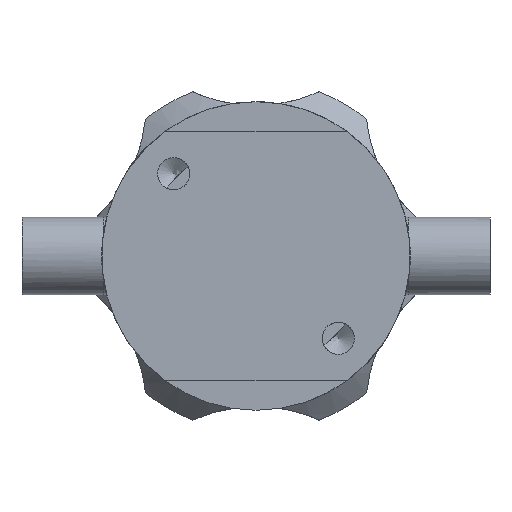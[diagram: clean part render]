
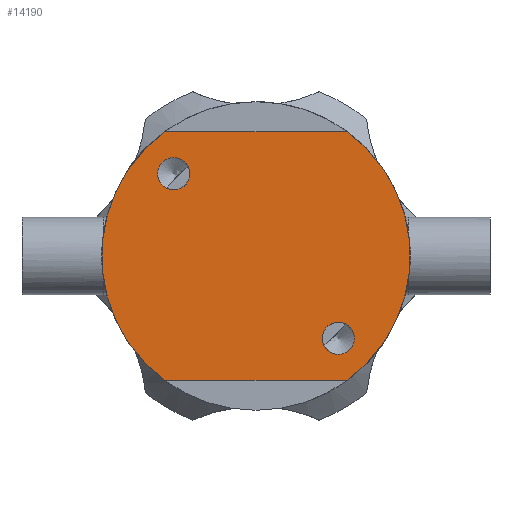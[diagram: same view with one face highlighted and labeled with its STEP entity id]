
A CAD part, front view. The second image highlights one B-rep face of the part: STEP entity #14190.
In plain terms, the highlighted planar face has unit normal (0, -1, 0).
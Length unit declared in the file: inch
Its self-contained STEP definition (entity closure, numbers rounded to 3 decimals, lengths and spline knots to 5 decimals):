
#948=LINE('',#22654,#2231);
#950=LINE('',#22658,#2233);
#2231=VECTOR('',#16111,0.88323);
#2233=VECTOR('',#16117,0.88323);
#3469=PLANE('',#15065);
#3892=FACE_BOUND('',#4938,.T.);
#3893=FACE_BOUND('',#4939,.T.);
#4110=FACE_OUTER_BOUND('',#4937,.T.);
#4937=EDGE_LOOP('',(#9806,#9807,#9808,#9809));
#4938=EDGE_LOOP('',(#9810));
#4939=EDGE_LOOP('',(#9811));
#5715=CIRCLE('',#14976,0.078);
#5717=CIRCLE('',#14979,0.078);
#5734=CIRCLE('',#15024,0.745);
#5736=CIRCLE('',#15026,0.745);
#5919=VERTEX_POINT('',#19057);
#5920=VERTEX_POINT('',#19061);
#5984=VERTEX_POINT('',#21766);
#5985=VERTEX_POINT('',#21768);
#5988=VERTEX_POINT('',#21774);
#5989=VERTEX_POINT('',#21776);
#7311=EDGE_CURVE('',#5919,#5919,#5715,.T.);
#7313=EDGE_CURVE('',#5920,#5920,#5717,.T.);
#7408=EDGE_CURVE('',#5985,#5984,#5734,.T.);
#7412=EDGE_CURVE('',#5989,#5988,#5736,.T.);
#7481=EDGE_CURVE('',#5984,#5989,#948,.T.);
#7483=EDGE_CURVE('',#5988,#5985,#950,.T.);
#9806=ORIENTED_EDGE('',*,*,#7481,.T.);
#9807=ORIENTED_EDGE('',*,*,#7412,.T.);
#9808=ORIENTED_EDGE('',*,*,#7483,.T.);
#9809=ORIENTED_EDGE('',*,*,#7408,.T.);
#9810=ORIENTED_EDGE('',*,*,#7311,.T.);
#9811=ORIENTED_EDGE('',*,*,#7313,.T.);
#14190=ADVANCED_FACE('',(#4110,#3892,#3893),#3469,.T.);
#14976=AXIS2_PLACEMENT_3D('',#19058,#15864,#15865);
#14979=AXIS2_PLACEMENT_3D('',#19062,#15870,#15871);
#15024=AXIS2_PLACEMENT_3D('',#21769,#16001,#16002);
#15026=AXIS2_PLACEMENT_3D('',#21777,#16007,#16008);
#15065=AXIS2_PLACEMENT_3D('',#22660,#16120,#16121);
#15864=DIRECTION('center_axis',(0.,1.,0.));
#15865=DIRECTION('ref_axis',(-1.,0.,0.));
#15870=DIRECTION('center_axis',(0.,1.,0.));
#15871=DIRECTION('ref_axis',(-1.,0.,0.));
#16001=DIRECTION('center_axis',(0.,-1.,0.));
#16002=DIRECTION('ref_axis',(-1.,0.,0.));
#16007=DIRECTION('center_axis',(0.,-1.,0.));
#16008=DIRECTION('ref_axis',(-1.,0.,0.));
#16111=DIRECTION('',(-1.,0.,0.));
#16117=DIRECTION('',(1.,0.,0.));
#16120=DIRECTION('center_axis',(0.,-1.,0.));
#16121=DIRECTION('ref_axis',(-1.,0.,0.));
#19057=CARTESIAN_POINT('',(0.31975,0.,-0.39775));
#19058=CARTESIAN_POINT('Origin',(0.39775,0.,
-0.39775));
#19061=CARTESIAN_POINT('',(-0.47575,0.,0.39775));
#19062=CARTESIAN_POINT('Origin',(-0.39775,0.,
0.39775));
#21766=CARTESIAN_POINT('',(0.44162,0.,0.6));
#21768=CARTESIAN_POINT('',(0.44162,0.,-0.6));
#21769=CARTESIAN_POINT('Origin',(0.,0.,0.));
#21774=CARTESIAN_POINT('',(-0.44162,0.,-0.6));
#21776=CARTESIAN_POINT('',(-0.44162,0.,0.6));
#21777=CARTESIAN_POINT('Origin',(0.,0.,0.));
#22654=CARTESIAN_POINT('',(-0.22081,0.,0.6));
#22658=CARTESIAN_POINT('',(0.22081,0.,-0.6));
#22660=CARTESIAN_POINT('Origin',(0.,0.,0.));
